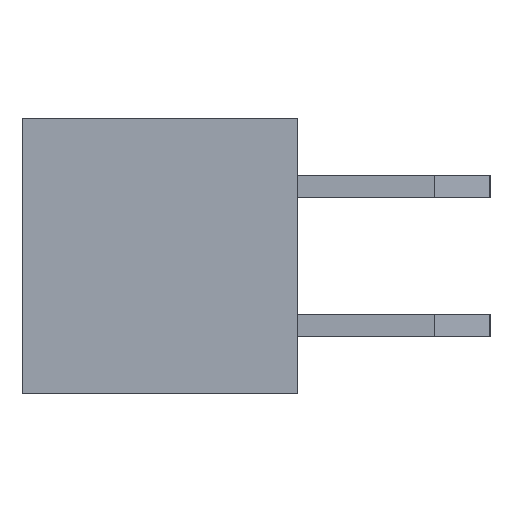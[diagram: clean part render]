
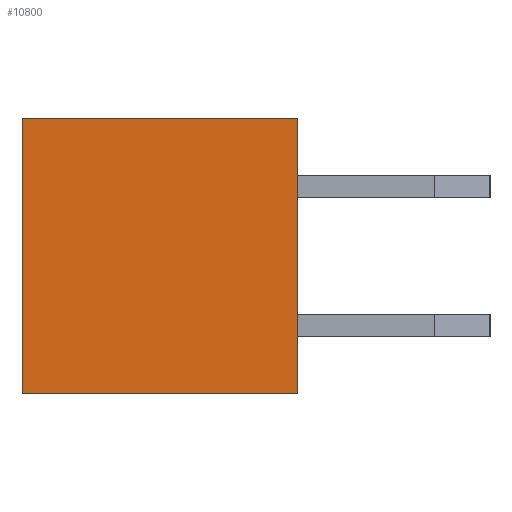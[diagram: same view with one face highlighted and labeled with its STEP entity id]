
A CAD part, left-side view. The second image highlights one B-rep face of the part: STEP entity #10800.
In plain terms, the highlighted planar face has unit normal (-1, 0, 0).
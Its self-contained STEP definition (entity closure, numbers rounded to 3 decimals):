
#30 = CARTESIAN_POINT ( 'NONE',  ( -22., 0., 2.5 ) ) ;
#85 = EDGE_LOOP ( 'NONE', ( #9978, #5226, #9927, #7708 ) ) ;
#2040 = CARTESIAN_POINT ( 'NONE',  ( -22., 5., 2.5 ) ) ;
#2525 = DIRECTION ( 'NONE',  ( 0., -1., 0. ) ) ;
#2577 = LINE ( 'NONE', #5985, #5111 ) ;
#2726 = VERTEX_POINT ( 'NONE', #14948 ) ;
#3602 = EDGE_CURVE ( 'NONE', #4574, #15143, #4540, .T. ) ;
#3694 = DIRECTION ( 'NONE',  ( 0., 0., -1. ) ) ;
#4540 = LINE ( 'NONE', #12797, #5841 ) ;
#4574 = VERTEX_POINT ( 'NONE', #6706 ) ;
#5111 = VECTOR ( 'NONE', #9579, 1000. ) ;
#5226 = ORIENTED_EDGE ( 'NONE', *, *, #14711, .F. ) ;
#5508 = AXIS2_PLACEMENT_3D ( 'NONE', #30, #9522, #3694 ) ;
#5779 = DIRECTION ( 'NONE',  ( 0., -1., 0. ) ) ;
#5841 = VECTOR ( 'NONE', #5779, 1000. ) ;
#5985 = CARTESIAN_POINT ( 'NONE',  ( -22., 0., 2.5 ) ) ;
#6017 = CARTESIAN_POINT ( 'NONE',  ( -22., 0., 2.5 ) ) ;
#6706 = CARTESIAN_POINT ( 'NONE',  ( -22., 5., -2.5 ) ) ;
#7362 = VERTEX_POINT ( 'NONE', #11971 ) ;
#7708 = ORIENTED_EDGE ( 'NONE', *, *, #8203, .T. ) ;
#8203 = EDGE_CURVE ( 'NONE', #2726, #4574, #13876, .T. ) ;
#8236 = VECTOR ( 'NONE', #2525, 1000. ) ;
#8435 = LINE ( 'NONE', #6017, #8236 ) ;
#8591 = FACE_OUTER_BOUND ( 'NONE', #85, .T. ) ;
#9522 = DIRECTION ( 'NONE',  ( 1., 0., 0. ) ) ;
#9579 = DIRECTION ( 'NONE',  ( 0., 0., -1. ) ) ;
#9772 = CARTESIAN_POINT ( 'NONE',  ( -22., 0., -2.5 ) ) ;
#9927 = ORIENTED_EDGE ( 'NONE', *, *, #10831, .F. ) ;
#9978 = ORIENTED_EDGE ( 'NONE', *, *, #3602, .T. ) ;
#10800 = ADVANCED_FACE ( 'NONE', ( #8591 ), #14358, .F. ) ;
#10831 = EDGE_CURVE ( 'NONE', #2726, #7362, #8435, .T. ) ;
#11971 = CARTESIAN_POINT ( 'NONE',  ( -22., 0., 2.5 ) ) ;
#12008 = VECTOR ( 'NONE', #14824, 1000. ) ;
#12797 = CARTESIAN_POINT ( 'NONE',  ( -22., 0., -2.5 ) ) ;
#13876 = LINE ( 'NONE', #2040, #12008 ) ;
#14358 = PLANE ( 'NONE',  #5508 ) ;
#14711 = EDGE_CURVE ( 'NONE', #7362, #15143, #2577, .T. ) ;
#14824 = DIRECTION ( 'NONE',  ( 0., 0., -1. ) ) ;
#14948 = CARTESIAN_POINT ( 'NONE',  ( -22., 5., 2.5 ) ) ;
#15143 = VERTEX_POINT ( 'NONE', #9772 ) ;
